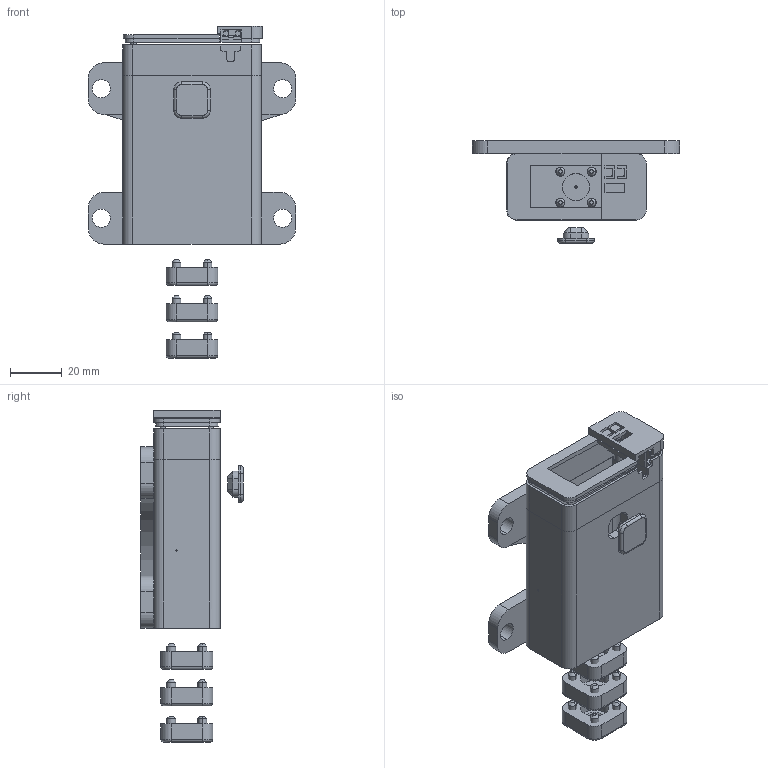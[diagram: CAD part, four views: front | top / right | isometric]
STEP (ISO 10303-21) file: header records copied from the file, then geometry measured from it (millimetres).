
FILE_DESCRIPTION(/* description */ ('VariCAD 2019-1.04 AP-214'),/* implementation_level */ '2;1');
FILE_NAME(/* name */ 'SSSM-Feather-ESP32-S3-TFT-box.stp',/* time_stamp */ '2023-01-15T13:37:22-05:00',/* author */ (''),/* organization */ (''),/* preprocessor_version */ 'VariCAD 2019-1.04',/* originating_system */ 'VariCAD 2019-1.04; kernel version (20180118)',/* authorisation */ '');
FILE_SCHEMA(('AUTOMOTIVE_DESIGN'));
Length unit declared in the file: millimetre
Products named in the file (21): SSSM-Feather-ESP32-S3-TFT-box; Feather TFT v93; Feather TFT v92
Assembly tree (20 placements, depth 2):
  SSSM-Feather-ESP32-S3-TFT-box
    (unnamed)
    (unnamed)
    (unnamed)
    (unnamed)
    (unnamed)
    (unnamed)
    (unnamed)
    (unnamed)
    Feather TFT v93
    Feather TFT v92
    (unnamed)
    (unnamed)
    (unnamed)
    (unnamed)
    (unnamed)
    (unnamed)
    (unnamed)
    (unnamed)
    (unnamed)
    (unnamed)
Bounding box: 80 x 39.66 x 128.2 mm (x, y, z)
Volume: 48587.5 mm3; surface area: 44356.7 mm2
Topology: 20 solids, 20 shells, 492 faces, 1227 edges, 779 vertices
Faces by surface type: plane 255, cylinder 173, cone 38, torus 22, bspline 4
Entity records: 17049 total; most frequent: CARTESIAN_POINT 3699, DIRECTION 2680, ORIENTED_EDGE 2454, EDGE_CURVE 1227, AXIS2_PLACEMENT_3D 954, VERTEX_POINT 780, LINE 772, VECTOR 772
